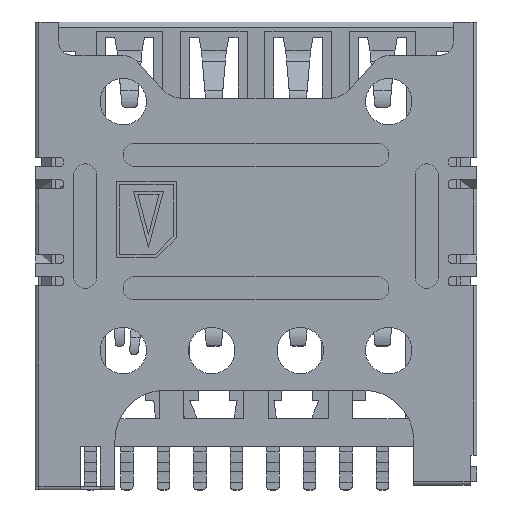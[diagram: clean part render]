
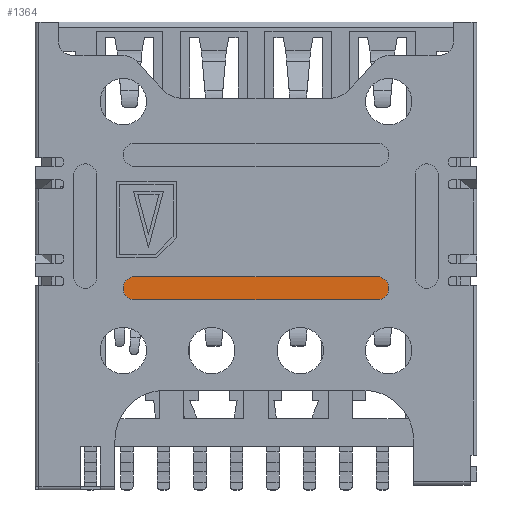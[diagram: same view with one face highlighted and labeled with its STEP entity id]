
A CAD part, top view. The second image highlights one B-rep face of the part: STEP entity #1364.
In plain terms, the highlighted planar face has unit normal (0, 0, 1).
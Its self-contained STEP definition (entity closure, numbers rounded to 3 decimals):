
#1364 = ADVANCED_FACE( '', ( #3586 ), #3587, .F. );
#3586 = FACE_OUTER_BOUND( '', #6854, .T. );
#3587 = PLANE( '', #6855 );
#6854 = EDGE_LOOP( '', ( #10403, #10404, #10405, #10406 ) );
#6855 = AXIS2_PLACEMENT_3D( '', #10407, #10408, #10409 );
#10403 = ORIENTED_EDGE( '', *, *, #20556, .F. );
#10404 = ORIENTED_EDGE( '', *, *, #20583, .F. );
#10405 = ORIENTED_EDGE( '', *, *, #20584, .F. );
#10406 = ORIENTED_EDGE( '', *, *, #20585, .F. );
#10407 = CARTESIAN_POINT( '', ( 3.65, -0.975, 0.08 ) );
#10408 = DIRECTION( '', ( 0., 0., -1. ) );
#10409 = DIRECTION( '', ( -1., 0., 0. ) );
#20556 = EDGE_CURVE( '', #24883, #24885, #24886, .T. );
#20583 = EDGE_CURVE( '', #24931, #24883, #24932, .T. );
#20584 = EDGE_CURVE( '', #24933, #24931, #24934, .T. );
#20585 = EDGE_CURVE( '', #24885, #24933, #24935, .T. );
#24883 = VERTEX_POINT( '', #31217 );
#24885 = VERTEX_POINT( '', #31220 );
#24886 = CIRCLE( '', #31221, 0.35 );
#24931 = VERTEX_POINT( '', #31286 );
#24932 = LINE( '', #31287, #31288 );
#24933 = VERTEX_POINT( '', #31289 );
#24934 = CIRCLE( '', #31290, 0.35 );
#24935 = LINE( '', #31291, #31292 );
#31217 = CARTESIAN_POINT( '', ( 3.65, -0.625, 0.08 ) );
#31220 = CARTESIAN_POINT( '', ( 3.65, -1.325, 0.08 ) );
#31221 = AXIS2_PLACEMENT_3D( '', #40082, #40083, #40084 );
#31286 = CARTESIAN_POINT( '', ( -3.65, -0.625, 0.08 ) );
#31287 = CARTESIAN_POINT( '', ( -3.65, -0.625, 0.08 ) );
#31288 = VECTOR( '', #40105, 1000. );
#31289 = CARTESIAN_POINT( '', ( -3.65, -1.325, 0.08 ) );
#31290 = AXIS2_PLACEMENT_3D( '', #40106, #40107, #40108 );
#31291 = CARTESIAN_POINT( '', ( 3.65, -1.325, 0.08 ) );
#31292 = VECTOR( '', #40109, 1000. );
#40082 = CARTESIAN_POINT( '', ( 3.65, -0.975, 0.08 ) );
#40083 = DIRECTION( '', ( 0., 0., -1. ) );
#40084 = DIRECTION( '', ( -1., 0., 0. ) );
#40105 = DIRECTION( '', ( 1., 0., 0. ) );
#40106 = CARTESIAN_POINT( '', ( -3.65, -0.975, 0.08 ) );
#40107 = DIRECTION( '', ( 0., 0., -1. ) );
#40108 = DIRECTION( '', ( 1., 0., 0. ) );
#40109 = DIRECTION( '', ( -1., 0., 0. ) );
